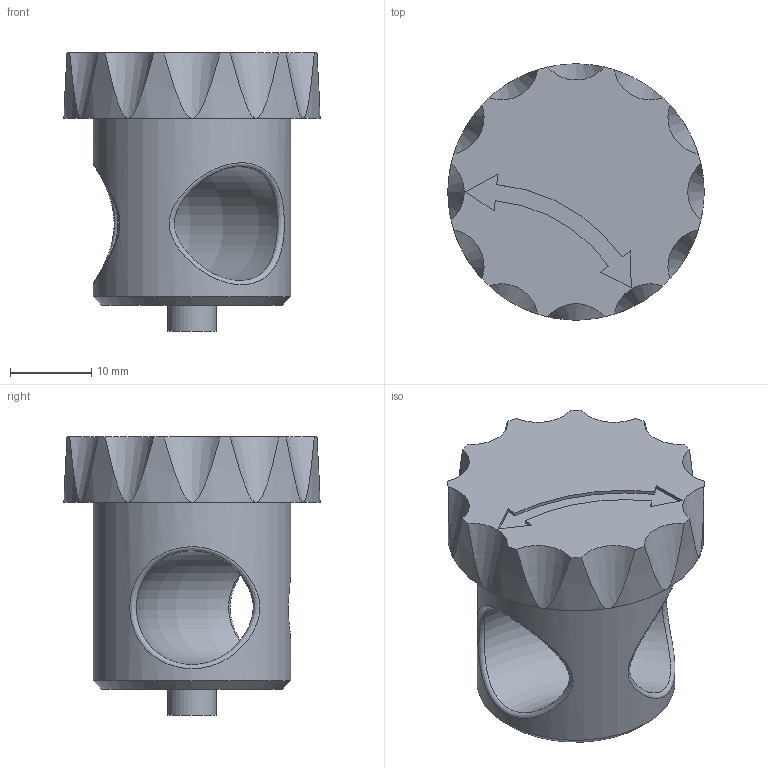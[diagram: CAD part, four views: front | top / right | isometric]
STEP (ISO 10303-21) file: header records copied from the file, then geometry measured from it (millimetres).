
FILE_DESCRIPTION(/* description */ (''),/* implementation_level */ '2;1');
FILE_NAME(/* name */ '3WayValveCock_v002.stp',/* time_stamp */ '2020-03-19T10:57:55-07:00',/* author */ ('paddy'),/* organization */ (''),/* preprocessor_version */ 'ST-DEVELOPER v18',/* originating_system */ 'Autodesk Inventor 2020',/* authorisation */ '');
FILE_SCHEMA (('AUTOMOTIVE_DESIGN { 1 0 10303 214 3 1 1 }'));
Length unit declared in the file: millimetre
Products named in the file (1): 3 Way Tee Valve
Bounding box: 31.5 x 31.5 x 34.2 mm (x, y, z)
Volume: 13342.4 mm3; surface area: 4655.4 mm2
Topology: 1 solids, 1 shells, 147 faces, 413 edges, 277 vertices
Faces by surface type: bspline 77, plane 39, cylinder 17, cone 13, torus 1
Full cylindrical faces by diameter (mm): 2.5 x1, 6 x1, 24.35 x1
Entity records: 6536 total; most frequent: CARTESIAN_POINT 3099, ORIENTED_EDGE 826, DIRECTION 441, EDGE_CURVE 413, VERTEX_POINT 277, B_SPLINE_CURVE_WITH_KNOTS 182, LINE 163, VECTOR 163
